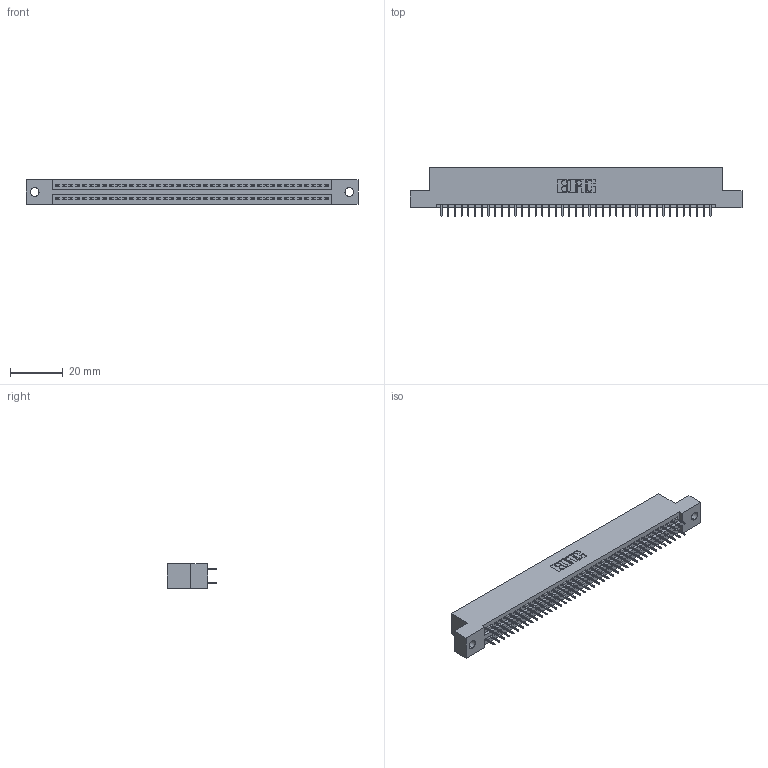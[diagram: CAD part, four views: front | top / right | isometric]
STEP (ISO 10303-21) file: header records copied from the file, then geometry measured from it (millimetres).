
FILE_DESCRIPTION (( 'STEP AP203' ), '1' );
FILE_NAME ('845-082-525-202.STEP', '2020-09-24T01:11:35', ( '' ), ( '' ), 'SwSTEP 2.0', 'SolidWorks 2020', '' );
FILE_SCHEMA (( 'CONFIG_CONTROL_DESIGN' ));
Length unit declared in the file: inch
Products named in the file (3): 845 Part_Flush Mounting Lugs - 0.128 Dia; 345-292-001_345-293-125; 845-082-525-202
Assembly tree (83 placements, depth 2):
  845-082-525-202
    845 Part_Flush Mounting Lugs - 0.128 Dia
    345-292-001_345-293-125  x82
Bounding box: 125.35 x 18.72 x 9.4 mm (x, y, z)
Volume: 11995.6 mm3; surface area: 17032.7 mm2
Topology: 83 solids, 83 shells, 4554 faces, 12887 edges, 8262 vertices
Faces by surface type: plane 3278, cylinder 1276
Entity records: 32381 total; most frequent: CARTESIAN_POINT 5428, ORIENTED_EDGE 5362, DIRECTION 4789, EDGE_CURVE 2681, VECTOR 2389, LINE 2389, VERTEX_POINT 1782, AXIS2_PLACEMENT_3D 1200
